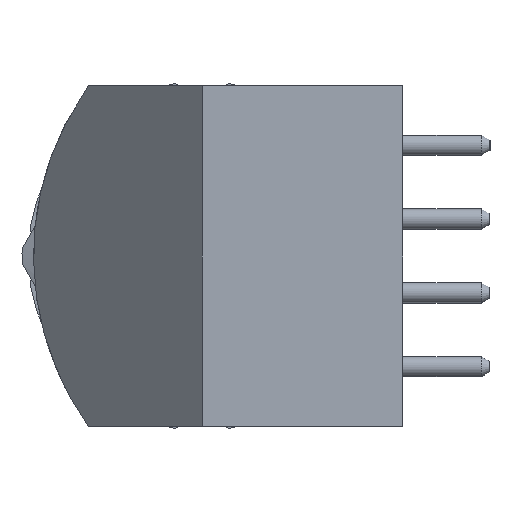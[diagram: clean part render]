
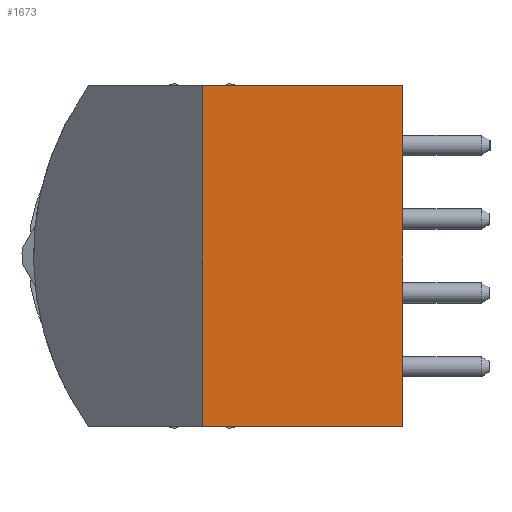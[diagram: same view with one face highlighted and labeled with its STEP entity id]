
A CAD part, left-side view. The second image highlights one B-rep face of the part: STEP entity #1673.
In plain terms, the highlighted planar face has unit normal (-1, 0, 0).
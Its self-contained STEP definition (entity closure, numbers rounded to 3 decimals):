
#115=LINE('',#2425,#188);
#117=LINE('',#2447,#190);
#118=LINE('',#2449,#191);
#119=LINE('',#2451,#192);
#188=VECTOR('',#1982,1000.);
#190=VECTOR('',#2008,1000.);
#191=VECTOR('',#2009,1000.);
#192=VECTOR('',#2010,1000.);
#260=PLANE('',#1797);
#310=ORIENTED_EDGE('',*,*,#725,.T.);
#311=ORIENTED_EDGE('',*,*,#734,.T.);
#312=ORIENTED_EDGE('',*,*,#735,.T.);
#313=ORIENTED_EDGE('',*,*,#736,.T.);
#725=EDGE_CURVE('',#938,#937,#115,.T.);
#734=EDGE_CURVE('',#937,#946,#117,.T.);
#735=EDGE_CURVE('',#946,#947,#118,.T.);
#736=EDGE_CURVE('',#947,#938,#119,.T.);
#937=VERTEX_POINT('',#2424);
#938=VERTEX_POINT('',#2426);
#946=VERTEX_POINT('',#2448);
#947=VERTEX_POINT('',#2450);
#1171=EDGE_LOOP('',(#310,#311,#312,#313));
#1300=FACE_BOUND('',#1171,.T.);
#1673=ADVANCED_FACE('',(#1300),#260,.T.);
#1797=AXIS2_PLACEMENT_3D('',#2446,#2006,#2007);
#1982=DIRECTION('',(0.,1.,0.));
#2006=DIRECTION('',(-1.,0.,0.));
#2007=DIRECTION('',(0.,0.,1.));
#2008=DIRECTION('',(0.,0.,-1.));
#2009=DIRECTION('',(0.,-1.,0.));
#2010=DIRECTION('',(0.,0.,1.));
#2424=CARTESIAN_POINT('',(-25.,0.,5.85));
#2425=CARTESIAN_POINT('',(-25.,0.,5.85));
#2426=CARTESIAN_POINT('',(-25.,-6.9,5.85));
#2446=CARTESIAN_POINT('',(-25.,-6.9,0.));
#2447=CARTESIAN_POINT('',(-25.,0.,0.));
#2448=CARTESIAN_POINT('',(-25.,0.,-5.85));
#2449=CARTESIAN_POINT('',(-25.,0.,-5.85));
#2450=CARTESIAN_POINT('',(-25.,-6.9,-5.85));
#2451=CARTESIAN_POINT('',(-25.,-6.9,0.));
